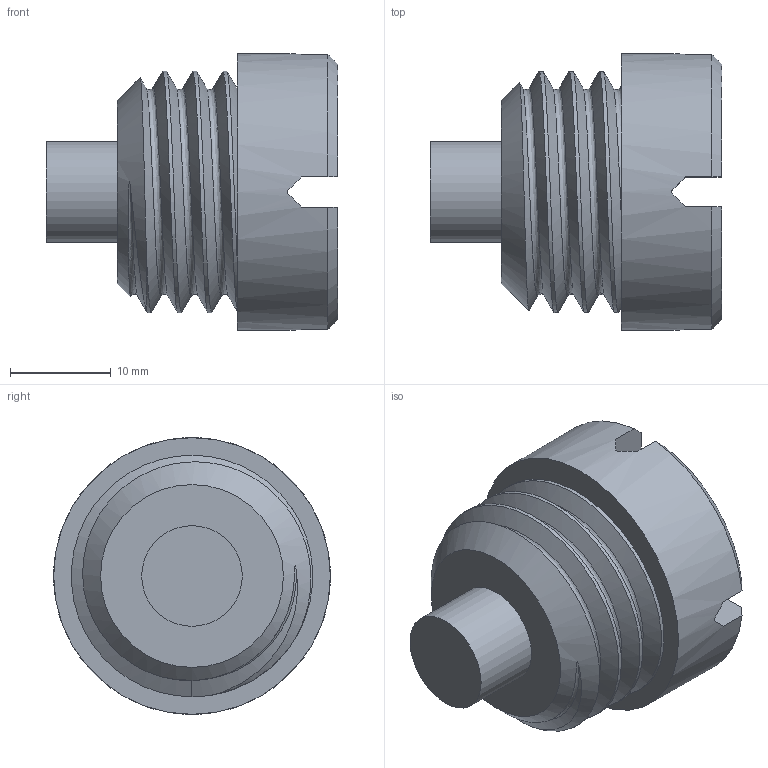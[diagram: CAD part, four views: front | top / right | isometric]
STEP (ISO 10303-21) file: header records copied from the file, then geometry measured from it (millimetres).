
FILE_DESCRIPTION(('FreeCAD Model'),'2;1');
FILE_NAME('Open CASCADE Shape Model','2021-06-17T10:43:47',( 'Anool Mahidharia'),('WyoLum'),'Open CASCADE STEP processor 7.4', 'FreeCAD','Unknown');
FILE_SCHEMA(('AUTOMOTIVE_DESIGN { 1 0 10303 214 1 1 1 1 }'));
Length unit declared in the file: millimetre
Products named in the file (1): cap_screw
Bounding box: 29 x 27.5 x 27.5 mm (x, y, z)
Volume: 10224.9 mm3; surface area: 3791.8 mm2
Topology: 1 solids, 1 shells, 50 faces, 127 edges, 73 vertices
Faces by surface type: plane 24, bspline 19, cone 5, cylinder 2
Full cylindrical faces by diameter (mm): 10 x1, 27.5 x1
Entity records: 2628 total; most frequent: CARTESIAN_POINT 1582, ORIENTED_EDGE 238, DIRECTION 173, EDGE_CURVE 119, VERTEX_POINT 73, AXIS2_PLACEMENT_3D 65, FACE_BOUND 52, EDGE_LOOP 52
